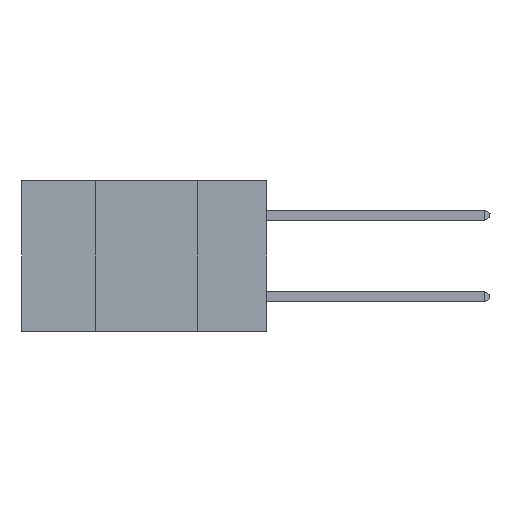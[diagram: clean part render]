
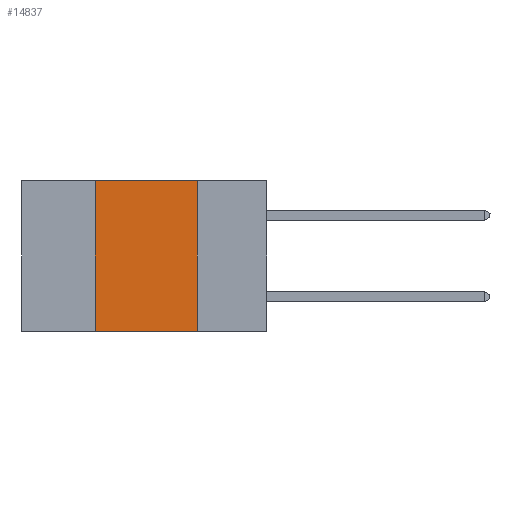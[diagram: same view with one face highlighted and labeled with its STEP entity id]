
A CAD part, left-side view. The second image highlights one B-rep face of the part: STEP entity #14837.
In plain terms, the highlighted planar face has unit normal (-1, 0, 0).
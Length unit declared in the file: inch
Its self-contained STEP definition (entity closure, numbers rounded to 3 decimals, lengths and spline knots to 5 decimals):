
#1150 = EDGE_LOOP ( 'NONE', ( #3789, #18884, #5432, #21244 ) ) ;
#1954 = EDGE_CURVE ( 'NONE', #20002, #24922, #14757, .T. ) ;
#3158 = VECTOR ( 'NONE', #14883, 39.37008 ) ;
#3296 = CARTESIAN_POINT ( 'NONE',  ( 0., 0.6, -0.37 ) ) ;
#3783 = EDGE_CURVE ( 'NONE', #20002, #4634, #20769, .T. ) ;
#3789 = ORIENTED_EDGE ( 'NONE', *, *, #14567, .F. ) ;
#4634 = VERTEX_POINT ( 'NONE', #18704 ) ;
#5432 = ORIENTED_EDGE ( 'NONE', *, *, #3783, .F. ) ;
#5459 = LINE ( 'NONE', #19008, #23977 ) ;
#5964 = FACE_OUTER_BOUND ( 'NONE', #1150, .T. ) ;
#6005 = VERTEX_POINT ( 'NONE', #11231 ) ;
#7090 = CARTESIAN_POINT ( 'NONE',  ( 0., 0.42, -0.37 ) ) ;
#7593 = CARTESIAN_POINT ( 'NONE',  ( 0., 0.17, -0.37 ) ) ;
#8606 = VECTOR ( 'NONE', #20527, 39.37008 ) ;
#9228 = CARTESIAN_POINT ( 'NONE',  ( 0., 0.42, 0. ) ) ;
#9489 = DIRECTION ( 'NONE',  ( 0., 0., -1. ) ) ;
#11231 = CARTESIAN_POINT ( 'NONE',  ( 0., 0.17, 0. ) ) ;
#11687 = PLANE ( 'NONE',  #11980 ) ;
#11980 = AXIS2_PLACEMENT_3D ( 'NONE', #19411, #21412, #23250 ) ;
#12818 = LINE ( 'NONE', #14959, #20660 ) ;
#14567 = EDGE_CURVE ( 'NONE', #6005, #24922, #5459, .T. ) ;
#14757 = LINE ( 'NONE', #3296, #3158 ) ;
#14837 = ADVANCED_FACE ( 'NONE', ( #5964 ), #11687, .F. ) ;
#14883 = DIRECTION ( 'NONE',  ( 0., -1., 0. ) ) ;
#14959 = CARTESIAN_POINT ( 'NONE',  ( 0., 0.6, 0. ) ) ;
#15619 = EDGE_CURVE ( 'NONE', #4634, #6005, #12818, .T. ) ;
#16738 = DIRECTION ( 'NONE',  ( 0., -1., 0. ) ) ;
#18704 = CARTESIAN_POINT ( 'NONE',  ( 0., 0.42, 0. ) ) ;
#18884 = ORIENTED_EDGE ( 'NONE', *, *, #15619, .F. ) ;
#19008 = CARTESIAN_POINT ( 'NONE',  ( 0., 0.17, 0. ) ) ;
#19411 = CARTESIAN_POINT ( 'NONE',  ( 0., 0.6, 0. ) ) ;
#20002 = VERTEX_POINT ( 'NONE', #7090 ) ;
#20527 = DIRECTION ( 'NONE',  ( 0., 0., 1. ) ) ;
#20660 = VECTOR ( 'NONE', #16738, 39.37008 ) ;
#20769 = LINE ( 'NONE', #9228, #8606 ) ;
#21244 = ORIENTED_EDGE ( 'NONE', *, *, #1954, .T. ) ;
#21412 = DIRECTION ( 'NONE',  ( 1., 0., 0. ) ) ;
#23250 = DIRECTION ( 'NONE',  ( 0., 0., -1. ) ) ;
#23977 = VECTOR ( 'NONE', #9489, 39.37008 ) ;
#24922 = VERTEX_POINT ( 'NONE', #7593 ) ;
